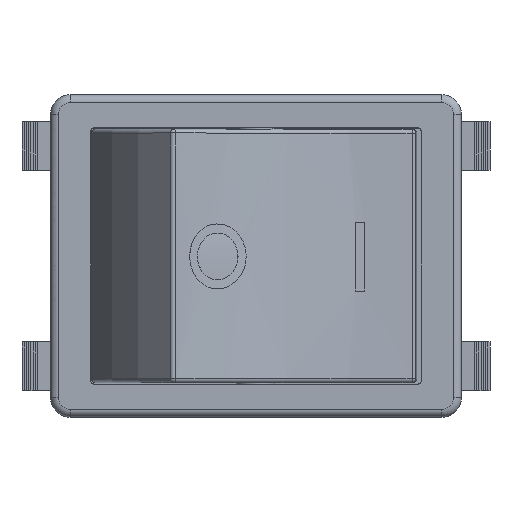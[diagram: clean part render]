
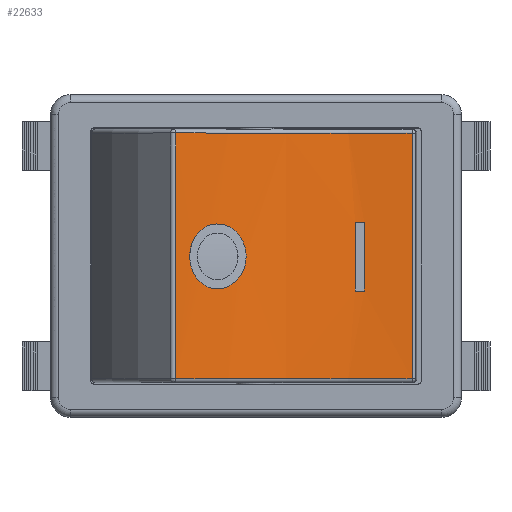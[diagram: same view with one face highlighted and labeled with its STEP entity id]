
A CAD part, top view. The second image highlights one B-rep face of the part: STEP entity #22633.
In plain terms, the highlighted cylindrical face has radius 28.263 mm (diameter 56.525 mm), a partial arc.
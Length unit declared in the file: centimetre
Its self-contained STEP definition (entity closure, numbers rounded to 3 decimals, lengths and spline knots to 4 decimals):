
#413=B_SPLINE_CURVE_WITH_KNOTS('',3,(#29952,#29953,#29954,#29955,#29956,
#29957,#29958,#29959,#29960,#29961,#29962,#29963,#29964,#29965,#29966,#29967,
#29968,#29969),.UNSPECIFIED.,.F.,.F.,(4,2,2,2,2,2,2,2,4),(0.,0.094,
0.1881,0.2838,0.3795,0.4767,
0.5739,0.6681,0.7623),.UNSPECIFIED.);
#414=B_SPLINE_CURVE_WITH_KNOTS('',3,(#29970,#29971,#29972,#29973,#29974,
#29975,#29976,#29977,#29978,#29979,#29980,#29981,#29982,#29983,#29984,#29985,
#29986,#29987),.UNSPECIFIED.,.F.,.F.,(4,2,2,2,2,2,2,2,4),(0.7623,
0.8565,0.9507,1.0479,1.1451,1.2408,
1.3365,1.4306,1.5246),.UNSPECIFIED.);
#1232=CYLINDRICAL_SURFACE('',#23970,2.8263);
#1317=FACE_BOUND('',#2796,.T.);
#1318=FACE_BOUND('',#2797,.T.);
#1516=FACE_OUTER_BOUND('',#2795,.T.);
#2795=EDGE_LOOP('',(#15281,#15282,#15283,#15284));
#2796=EDGE_LOOP('',(#15285,#15286));
#2797=EDGE_LOOP('',(#15287,#15288,#15289,#15290));
#4123=CIRCLE('',#23947,2.8263);
#4125=CIRCLE('',#23950,2.8263);
#4137=CIRCLE('',#23971,2.8263);
#4138=CIRCLE('',#23972,2.8263);
#4429=LINE('',#29894,#6879);
#4430=LINE('',#29914,#6880);
#4442=LINE('',#29990,#6892);
#4443=LINE('',#29994,#6893);
#6879=VECTOR('',#25290,1.);
#6880=VECTOR('',#25321,1.);
#6892=VECTOR('',#25361,1.);
#6893=VECTOR('',#25364,1.);
#9290=VERTEX_POINT('',#29868);
#9292=VERTEX_POINT('',#29873);
#9296=VERTEX_POINT('',#29882);
#9298=VERTEX_POINT('',#29887);
#9314=VERTEX_POINT('',#29950);
#9315=VERTEX_POINT('',#29951);
#9316=VERTEX_POINT('',#29988);
#9317=VERTEX_POINT('',#29989);
#9318=VERTEX_POINT('',#29991);
#9319=VERTEX_POINT('',#29993);
#11645=EDGE_CURVE('',#9298,#9296,#4429,.T.);
#11649=EDGE_CURVE('',#9292,#9298,#4123,.T.);
#11651=EDGE_CURVE('',#9296,#9290,#4125,.T.);
#11656=EDGE_CURVE('',#9290,#9292,#4430,.T.);
#11675=EDGE_CURVE('',#9314,#9315,#413,.T.);
#11676=EDGE_CURVE('',#9315,#9314,#414,.T.);
#11677=EDGE_CURVE('',#9316,#9317,#4442,.T.);
#11678=EDGE_CURVE('',#9317,#9318,#4137,.T.);
#11679=EDGE_CURVE('',#9318,#9319,#4443,.T.);
#11680=EDGE_CURVE('',#9319,#9316,#4138,.T.);
#15281=ORIENTED_EDGE('',*,*,#11645,.F.);
#15282=ORIENTED_EDGE('',*,*,#11649,.F.);
#15283=ORIENTED_EDGE('',*,*,#11656,.F.);
#15284=ORIENTED_EDGE('',*,*,#11651,.F.);
#15285=ORIENTED_EDGE('',*,*,#11675,.T.);
#15286=ORIENTED_EDGE('',*,*,#11676,.T.);
#15287=ORIENTED_EDGE('',*,*,#11677,.T.);
#15288=ORIENTED_EDGE('',*,*,#11678,.T.);
#15289=ORIENTED_EDGE('',*,*,#11679,.T.);
#15290=ORIENTED_EDGE('',*,*,#11680,.T.);
#22633=ADVANCED_FACE('',(#1516,#1317,#1318),#1232,.F.);
#23947=AXIS2_PLACEMENT_3D('',#29902,#25301,#25302);
#23950=AXIS2_PLACEMENT_3D('',#29905,#25307,#25308);
#23970=AXIS2_PLACEMENT_3D('',#29949,#25359,#25360);
#23971=AXIS2_PLACEMENT_3D('',#29992,#25362,#25363);
#23972=AXIS2_PLACEMENT_3D('',#29995,#25365,#25366);
#25290=DIRECTION('',(0.,-1.,0.));
#25301=DIRECTION('center_axis',(0.,-1.,0.));
#25302=DIRECTION('ref_axis',(-0.342,0.,-0.94));
#25307=DIRECTION('center_axis',(0.,1.,0.));
#25308=DIRECTION('ref_axis',(-0.342,0.,-0.94));
#25321=DIRECTION('',(0.,1.,0.));
#25359=DIRECTION('center_axis',(0.,-1.,0.));
#25360=DIRECTION('ref_axis',(0.65,0.,0.76));
#25361=DIRECTION('',(0.,-1.,0.));
#25362=DIRECTION('center_axis',(0.,1.,0.));
#25363=DIRECTION('ref_axis',(0.65,0.,0.76));
#25364=DIRECTION('',(0.,1.,0.));
#25365=DIRECTION('center_axis',(0.,-1.,0.));
#25366=DIRECTION('ref_axis',(0.65,0.,0.76));
#29868=CARTESIAN_POINT('',(-0.6167,-0.945,2.6098));
#29873=CARTESIAN_POINT('',(-0.6167,0.945,2.6098));
#29882=CARTESIAN_POINT('',(1.2005,-0.945,1.9484));
#29887=CARTESIAN_POINT('',(1.2005,0.945,1.9484));
#29894=CARTESIAN_POINT('',(1.2005,0.,1.9484));
#29902=CARTESIAN_POINT('Origin',(1.2002,0.945,4.7746));
#29905=CARTESIAN_POINT('Origin',(1.2002,-0.945,4.7746));
#29914=CARTESIAN_POINT('',(-0.6167,0.,2.6098));
#29949=CARTESIAN_POINT('Origin',(1.2002,0.,
4.7746));
#29950=CARTESIAN_POINT('',(-0.0757,-0.0047,2.2528));
#29951=CARTESIAN_POINT('',(-0.5091,-0.0047,2.5239));
#29952=CARTESIAN_POINT('Ctrl Pts',(-0.0757,-0.0047,
2.2528));
#29953=CARTESIAN_POINT('Ctrl Pts',(-0.0757,-0.036,
2.2528));
#29954=CARTESIAN_POINT('Ctrl Pts',(-0.0813,-0.0694,
2.2556));
#29955=CARTESIAN_POINT('Ctrl Pts',(-0.1041,-0.1309,
2.2673));
#29956=CARTESIAN_POINT('Ctrl Pts',(-0.1212,-0.1589,
2.2762));
#29957=CARTESIAN_POINT('Ctrl Pts',(-0.1607,-0.2035,
2.2975));
#29958=CARTESIAN_POINT('Ctrl Pts',(-0.1858,-0.2229,
2.3114));
#29959=CARTESIAN_POINT('Ctrl Pts',(-0.2401,-0.2485,
2.3427));
#29960=CARTESIAN_POINT('Ctrl Pts',(-0.2694,-0.2547,
2.3603));
#29961=CARTESIAN_POINT('Ctrl Pts',(-0.3239,-0.2547,
2.3943));
#29962=CARTESIAN_POINT('Ctrl Pts',(-0.3529,-0.2483,
2.4132));
#29963=CARTESIAN_POINT('Ctrl Pts',(-0.4058,-0.2224,
2.4488));
#29964=CARTESIAN_POINT('Ctrl Pts',(-0.4298,-0.203,
2.4656));
#29965=CARTESIAN_POINT('Ctrl Pts',(-0.4669,-0.1584,
2.4923));
#29966=CARTESIAN_POINT('Ctrl Pts',(-0.4827,-0.1306,
2.5041));
#29967=CARTESIAN_POINT('Ctrl Pts',(-0.5039,-0.0695,
2.5199));
#29968=CARTESIAN_POINT('Ctrl Pts',(-0.5091,-0.0361,
2.5239));
#29969=CARTESIAN_POINT('Ctrl Pts',(-0.5091,-0.0047,
2.5239));
#29970=CARTESIAN_POINT('Ctrl Pts',(-0.5091,-0.0047,
2.5239));
#29971=CARTESIAN_POINT('Ctrl Pts',(-0.5091,0.0267,
2.5239));
#29972=CARTESIAN_POINT('Ctrl Pts',(-0.5039,0.0601,
2.5199));
#29973=CARTESIAN_POINT('Ctrl Pts',(-0.4827,0.1213,
2.5041));
#29974=CARTESIAN_POINT('Ctrl Pts',(-0.4669,0.1491,
2.4923));
#29975=CARTESIAN_POINT('Ctrl Pts',(-0.4298,0.1936,
2.4656));
#29976=CARTESIAN_POINT('Ctrl Pts',(-0.4058,0.2131,
2.4488));
#29977=CARTESIAN_POINT('Ctrl Pts',(-0.3529,0.2389,
2.4132));
#29978=CARTESIAN_POINT('Ctrl Pts',(-0.3239,0.2453,
2.3943));
#29979=CARTESIAN_POINT('Ctrl Pts',(-0.2694,0.2453,
2.3603));
#29980=CARTESIAN_POINT('Ctrl Pts',(-0.2401,0.2391,
2.3427));
#29981=CARTESIAN_POINT('Ctrl Pts',(-0.1858,0.2135,
2.3114));
#29982=CARTESIAN_POINT('Ctrl Pts',(-0.1607,0.1942,
2.2975));
#29983=CARTESIAN_POINT('Ctrl Pts',(-0.1212,0.1496,
2.2762));
#29984=CARTESIAN_POINT('Ctrl Pts',(-0.1041,0.1215,
2.2673));
#29985=CARTESIAN_POINT('Ctrl Pts',(-0.0813,0.0601,
2.2556));
#29986=CARTESIAN_POINT('Ctrl Pts',(-0.0757,0.0267,
2.2528));
#29987=CARTESIAN_POINT('Ctrl Pts',(-0.0757,-0.0047,
2.2528));
#29988=CARTESIAN_POINT('',(0.8332,0.2603,1.9723));
#29989=CARTESIAN_POINT('',(0.8332,-0.2697,1.9723));
#29990=CARTESIAN_POINT('',(0.8332,0.,1.9723));
#29991=CARTESIAN_POINT('',(0.7624,-0.2697,1.9825));
#29992=CARTESIAN_POINT('Origin',(1.2002,-0.2697,4.7746));
#29993=CARTESIAN_POINT('',(0.7624,0.2603,1.9825));
#29994=CARTESIAN_POINT('',(0.7624,0.,1.9825));
#29995=CARTESIAN_POINT('Origin',(1.2002,0.2603,4.7746));
